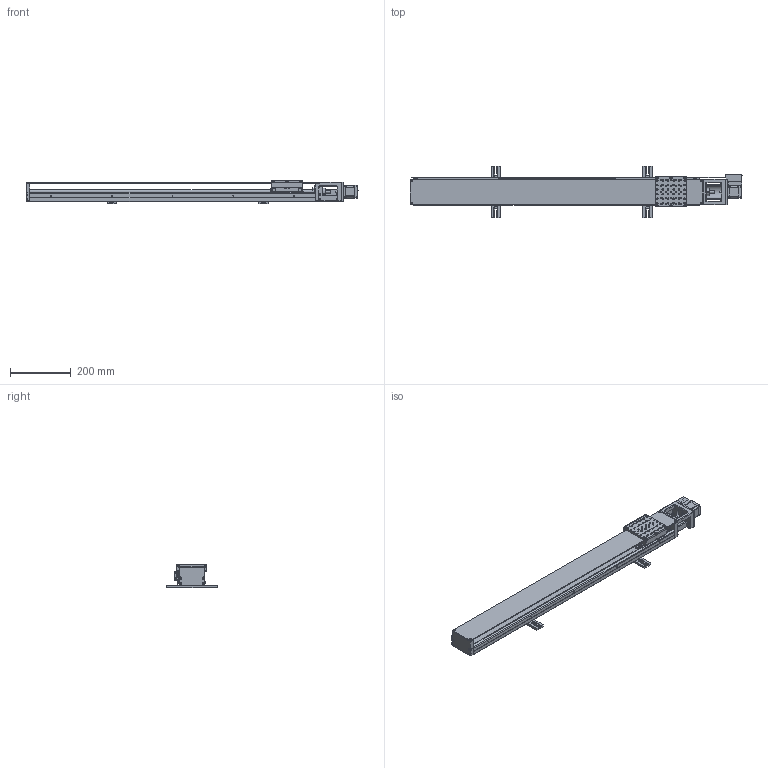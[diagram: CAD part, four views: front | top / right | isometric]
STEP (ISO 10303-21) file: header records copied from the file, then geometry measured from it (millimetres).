
FILE_DESCRIPTION(/* description */ ('','CAx-IF Rec.Pracs.---Representation and Presentation of Product Manufacturing Information (PMI)---4.0---2014-10-13'),/* implementation_level */ '2;1');
FILE_NAME(/* name */ 'TS810.stp',/* time_stamp */ '2024-11-22T11:41:41+03:00',/* author */ ('nidheg'),/* organization */ (''),/* preprocessor_version */ 'ST-DEVELOPER v18',/* originating_system */ 'Autodesk Inventor 2020',/* authorisation */ '');
FILE_SCHEMA (('AP242_MANAGED_MODEL_BASED_3D_ENGINEERING_MIM_LF { 1 0 10303 442 1 1 4 }'));
Products named in the file (3): KK86_; kk86_car_Shrinkwrap_1; kk86_base
Assembly tree (2 placements, depth 2):
  KK86_
    kk86_car_Shrinkwrap_1
    kk86_base
Bounding box: 1094.4 x 170 x 79 mm (x, y, z)
Volume: 2583515.6 mm3; surface area: 800946.2 mm2
Topology: 52 solids, 52 shells, 3512 faces, 9655 edges, 6329 vertices
Faces by surface type: plane 2345, cylinder 889, cone 166, torus 91, bspline 15, sphere 6
Full cylindrical faces by diameter (mm): 0.001 x2, 0.89 x8, 0.96 x4, 1.2 x2, 1.221 x2, 1.567 x2, 1.6 x1, 2 x2, 2.113 x10, 2.2 x2, 2.4 x3, 2.459 x16, 2.5 x4, 2.9 x2, 3 x19, 3.242 x31, 3.25 x2, 3.3 x6, 3.4 x22, 4 x4, 4.2 x4, 4.5 x4, 4.917 x40, 5 x6, 5.5 x14, 5.7 x2, 6 x12, 6.5 x8, 6.6 x20, 7 x8
Entity records: 116975 total; most frequent: CARTESIAN_POINT 21527, ORIENTED_EDGE 19168, DIRECTION 19077, EDGE_CURVE 9584, LINE 6655, VECTOR 6655, VERTEX_POINT 6329, AXIS2_PLACEMENT_3D 6211
